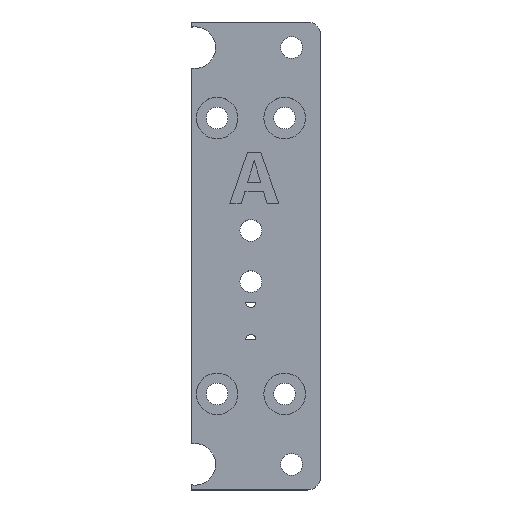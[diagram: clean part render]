
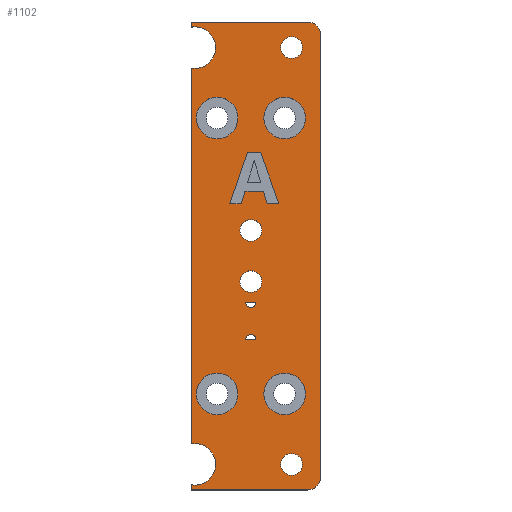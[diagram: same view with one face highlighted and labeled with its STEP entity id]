
A CAD part, top view. The second image highlights one B-rep face of the part: STEP entity #1102.
In plain terms, the highlighted planar face has unit normal (0, 0, 1).
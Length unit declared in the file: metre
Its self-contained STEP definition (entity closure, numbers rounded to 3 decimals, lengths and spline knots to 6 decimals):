
#47=LINE('',#1621,#143);
#48=LINE('',#1625,#144);
#49=LINE('',#1638,#145);
#50=LINE('',#1643,#146);
#51=LINE('',#1647,#147);
#52=LINE('',#1649,#148);
#53=LINE('',#1653,#149);
#54=LINE('',#1657,#150);
#55=LINE('',#1662,#151);
#56=LINE('',#1665,#152);
#57=LINE('',#1667,#153);
#58=LINE('',#1669,#154);
#59=LINE('',#1671,#155);
#60=LINE('',#1673,#156);
#61=LINE('',#1675,#157);
#62=LINE('',#1677,#158);
#143=VECTOR('',#1298,1.);
#144=VECTOR('',#1301,1.);
#145=VECTOR('',#1314,1.);
#146=VECTOR('',#1317,1.);
#147=VECTOR('',#1320,1.);
#148=VECTOR('',#1321,1.);
#149=VECTOR('',#1324,1.);
#150=VECTOR('',#1327,1.);
#151=VECTOR('',#1332,1.);
#152=VECTOR('',#1333,1.);
#153=VECTOR('',#1334,1.);
#154=VECTOR('',#1335,1.);
#155=VECTOR('',#1336,1.);
#156=VECTOR('',#1337,1.);
#157=VECTOR('',#1338,1.);
#158=VECTOR('',#1339,1.);
#239=ORIENTED_EDGE('',*,*,#547,.F.);
#240=ORIENTED_EDGE('',*,*,#548,.T.);
#241=ORIENTED_EDGE('',*,*,#549,.F.);
#242=ORIENTED_EDGE('',*,*,#550,.T.);
#243=ORIENTED_EDGE('',*,*,#551,.T.);
#244=ORIENTED_EDGE('',*,*,#552,.T.);
#245=ORIENTED_EDGE('',*,*,#553,.T.);
#246=ORIENTED_EDGE('',*,*,#554,.T.);
#247=ORIENTED_EDGE('',*,*,#555,.T.);
#248=ORIENTED_EDGE('',*,*,#556,.T.);
#249=ORIENTED_EDGE('',*,*,#557,.T.);
#250=ORIENTED_EDGE('',*,*,#558,.T.);
#251=ORIENTED_EDGE('',*,*,#559,.F.);
#252=ORIENTED_EDGE('',*,*,#560,.T.);
#253=ORIENTED_EDGE('',*,*,#561,.F.);
#254=ORIENTED_EDGE('',*,*,#562,.T.);
#255=ORIENTED_EDGE('',*,*,#563,.F.);
#256=ORIENTED_EDGE('',*,*,#564,.T.);
#257=ORIENTED_EDGE('',*,*,#565,.F.);
#258=ORIENTED_EDGE('',*,*,#566,.T.);
#259=ORIENTED_EDGE('',*,*,#567,.T.);
#260=ORIENTED_EDGE('',*,*,#568,.T.);
#261=ORIENTED_EDGE('',*,*,#569,.T.);
#262=ORIENTED_EDGE('',*,*,#570,.T.);
#263=ORIENTED_EDGE('',*,*,#571,.T.);
#264=ORIENTED_EDGE('',*,*,#572,.T.);
#265=ORIENTED_EDGE('',*,*,#573,.T.);
#266=ORIENTED_EDGE('',*,*,#574,.T.);
#267=ORIENTED_EDGE('',*,*,#575,.T.);
#268=ORIENTED_EDGE('',*,*,#576,.T.);
#547=EDGE_CURVE('',#701,#702,#811,.T.);
#548=EDGE_CURVE('',#701,#702,#47,.T.);
#549=EDGE_CURVE('',#703,#704,#812,.T.);
#550=EDGE_CURVE('',#703,#704,#48,.T.);
#551=EDGE_CURVE('',#705,#705,#813,.T.);
#552=EDGE_CURVE('',#706,#706,#814,.T.);
#553=EDGE_CURVE('',#707,#707,#815,.T.);
#554=EDGE_CURVE('',#708,#708,#816,.T.);
#555=EDGE_CURVE('',#709,#709,#817,.T.);
#556=EDGE_CURVE('',#710,#710,#818,.T.);
#557=EDGE_CURVE('',#711,#712,#49,.T.);
#558=EDGE_CURVE('',#712,#713,#819,.T.);
#559=EDGE_CURVE('',#714,#713,#50,.T.);
#560=EDGE_CURVE('',#714,#715,#820,.T.);
#561=EDGE_CURVE('',#716,#715,#51,.T.);
#562=EDGE_CURVE('',#716,#717,#52,.T.);
#563=EDGE_CURVE('',#718,#717,#821,.T.);
#564=EDGE_CURVE('',#718,#719,#53,.T.);
#565=EDGE_CURVE('',#720,#719,#822,.T.);
#566=EDGE_CURVE('',#720,#711,#54,.T.);
#567=EDGE_CURVE('',#721,#721,#823,.T.);
#568=EDGE_CURVE('',#722,#722,#824,.T.);
#569=EDGE_CURVE('',#723,#724,#55,.T.);
#570=EDGE_CURVE('',#724,#725,#56,.T.);
#571=EDGE_CURVE('',#725,#726,#57,.T.);
#572=EDGE_CURVE('',#726,#727,#58,.T.);
#573=EDGE_CURVE('',#727,#728,#59,.T.);
#574=EDGE_CURVE('',#728,#729,#60,.T.);
#575=EDGE_CURVE('',#729,#730,#61,.T.);
#576=EDGE_CURVE('',#730,#723,#62,.T.);
#701=VERTEX_POINT('',#1619);
#702=VERTEX_POINT('',#1620);
#703=VERTEX_POINT('',#1623);
#704=VERTEX_POINT('',#1624);
#705=VERTEX_POINT('',#1627);
#706=VERTEX_POINT('',#1629);
#707=VERTEX_POINT('',#1631);
#708=VERTEX_POINT('',#1633);
#709=VERTEX_POINT('',#1635);
#710=VERTEX_POINT('',#1637);
#711=VERTEX_POINT('',#1639);
#712=VERTEX_POINT('',#1640);
#713=VERTEX_POINT('',#1642);
#714=VERTEX_POINT('',#1644);
#715=VERTEX_POINT('',#1646);
#716=VERTEX_POINT('',#1648);
#717=VERTEX_POINT('',#1650);
#718=VERTEX_POINT('',#1652);
#719=VERTEX_POINT('',#1654);
#720=VERTEX_POINT('',#1656);
#721=VERTEX_POINT('',#1659);
#722=VERTEX_POINT('',#1661);
#723=VERTEX_POINT('',#1663);
#724=VERTEX_POINT('',#1664);
#725=VERTEX_POINT('',#1666);
#726=VERTEX_POINT('',#1668);
#727=VERTEX_POINT('',#1670);
#728=VERTEX_POINT('',#1672);
#729=VERTEX_POINT('',#1674);
#730=VERTEX_POINT('',#1676);
#811=CIRCLE('',#1180,0.0008);
#812=CIRCLE('',#1181,0.0008);
#813=CIRCLE('',#1182,0.0017);
#814=CIRCLE('',#1183,0.0017);
#815=CIRCLE('',#1184,0.00325);
#816=CIRCLE('',#1185,0.00325);
#817=CIRCLE('',#1186,0.00325);
#818=CIRCLE('',#1187,0.00325);
#819=CIRCLE('',#1188,0.002);
#820=CIRCLE('',#1189,0.002);
#821=CIRCLE('',#1190,0.00325);
#822=CIRCLE('',#1191,0.00325);
#823=CIRCLE('',#1192,0.0017);
#824=CIRCLE('',#1193,0.0017);
#863=EDGE_LOOP('',(#239,#240));
#864=EDGE_LOOP('',(#241,#242));
#865=EDGE_LOOP('',(#243));
#866=EDGE_LOOP('',(#244));
#867=EDGE_LOOP('',(#245));
#868=EDGE_LOOP('',(#246));
#869=EDGE_LOOP('',(#247));
#870=EDGE_LOOP('',(#248));
#871=EDGE_LOOP('',(#249,#250,#251,#252,#253,#254,#255,#256,#257,#258));
#872=EDGE_LOOP('',(#259));
#873=EDGE_LOOP('',(#260));
#874=EDGE_LOOP('',(#261,#262,#263,#264,#265,#266,#267,#268));
#965=FACE_BOUND('',#863,.T.);
#966=FACE_BOUND('',#864,.T.);
#967=FACE_BOUND('',#865,.T.);
#968=FACE_BOUND('',#866,.T.);
#969=FACE_BOUND('',#867,.T.);
#970=FACE_BOUND('',#868,.T.);
#971=FACE_BOUND('',#869,.T.);
#972=FACE_BOUND('',#870,.T.);
#973=FACE_BOUND('',#871,.T.);
#974=FACE_BOUND('',#872,.T.);
#975=FACE_BOUND('',#873,.T.);
#976=FACE_BOUND('',#874,.T.);
#1067=PLANE('',#1179);
#1102=ADVANCED_FACE('',(#965,#966,#967,#968,#969,#970,#971,#972,#973,#974,
#975,#976),#1067,.T.);
#1179=AXIS2_PLACEMENT_3D('',#1617,#1294,#1295);
#1180=AXIS2_PLACEMENT_3D('',#1618,#1296,#1297);
#1181=AXIS2_PLACEMENT_3D('',#1622,#1299,#1300);
#1182=AXIS2_PLACEMENT_3D('',#1626,#1302,#1303);
#1183=AXIS2_PLACEMENT_3D('',#1628,#1304,#1305);
#1184=AXIS2_PLACEMENT_3D('',#1630,#1306,#1307);
#1185=AXIS2_PLACEMENT_3D('',#1632,#1308,#1309);
#1186=AXIS2_PLACEMENT_3D('',#1634,#1310,#1311);
#1187=AXIS2_PLACEMENT_3D('',#1636,#1312,#1313);
#1188=AXIS2_PLACEMENT_3D('',#1641,#1315,#1316);
#1189=AXIS2_PLACEMENT_3D('',#1645,#1318,#1319);
#1190=AXIS2_PLACEMENT_3D('',#1651,#1322,#1323);
#1191=AXIS2_PLACEMENT_3D('',#1655,#1325,#1326);
#1192=AXIS2_PLACEMENT_3D('',#1658,#1328,#1329);
#1193=AXIS2_PLACEMENT_3D('',#1660,#1330,#1331);
#1294=DIRECTION('',(0.,0.,1.));
#1295=DIRECTION('',(1.,0.,0.));
#1296=DIRECTION('',(0.,0.,1.));
#1297=DIRECTION('',(1.,0.,0.));
#1298=DIRECTION('',(-1.,0.,0.));
#1299=DIRECTION('',(0.,0.,1.));
#1300=DIRECTION('',(1.,0.,0.));
#1301=DIRECTION('',(1.,0.,0.));
#1302=DIRECTION('',(0.,0.,-1.));
#1303=DIRECTION('',(-1.,0.,0.));
#1304=DIRECTION('',(0.,0.,-1.));
#1305=DIRECTION('',(-1.,0.,0.));
#1306=DIRECTION('',(0.,0.,-1.));
#1307=DIRECTION('',(-1.,0.,0.));
#1308=DIRECTION('',(0.,0.,-1.));
#1309=DIRECTION('',(-1.,0.,0.));
#1310=DIRECTION('',(0.,0.,-1.));
#1311=DIRECTION('',(-1.,0.,0.));
#1312=DIRECTION('',(0.,0.,-1.));
#1313=DIRECTION('',(-1.,0.,0.));
#1314=DIRECTION('',(1.,0.,0.));
#1315=DIRECTION('',(0.,0.,1.));
#1316=DIRECTION('',(1.,0.,0.));
#1317=DIRECTION('',(0.,-1.,0.));
#1318=DIRECTION('',(0.,0.,1.));
#1319=DIRECTION('',(1.,0.,0.));
#1320=DIRECTION('',(1.,0.,0.));
#1321=DIRECTION('',(0.,-1.,0.));
#1322=DIRECTION('',(0.,0.,1.));
#1323=DIRECTION('',(1.,0.,0.));
#1324=DIRECTION('',(0.,-1.,0.));
#1325=DIRECTION('',(0.,0.,1.));
#1326=DIRECTION('',(1.,0.,0.));
#1327=DIRECTION('',(0.,-1.,0.));
#1328=DIRECTION('',(0.,0.,-1.));
#1329=DIRECTION('',(-1.,0.,0.));
#1330=DIRECTION('',(0.,0.,-1.));
#1331=DIRECTION('',(-1.,0.,0.));
#1332=DIRECTION('',(-1.,0.,0.));
#1333=DIRECTION('',(-0.291,0.957,0.));
#1334=DIRECTION('',(-1.,0.,0.));
#1335=DIRECTION('',(-0.291,-0.957,0.));
#1336=DIRECTION('',(-1.,0.,0.));
#1337=DIRECTION('',(0.332,0.943,0.));
#1338=DIRECTION('',(1.,0.,0.));
#1339=DIRECTION('',(0.333,-0.943,0.));
#1617=CARTESIAN_POINT('',(0.167959,-0.263478,0.));
#1618=CARTESIAN_POINT('',(0.167959,-0.276528,0.));
#1619=CARTESIAN_POINT('',(0.168759,-0.276528,0.));
#1620=CARTESIAN_POINT('',(0.167159,-0.276528,0.));
#1621=CARTESIAN_POINT('',(0.167959,-0.276528,0.));
#1622=CARTESIAN_POINT('',(0.167959,-0.270728,0.));
#1623=CARTESIAN_POINT('',(0.167159,-0.270728,0.));
#1624=CARTESIAN_POINT('',(0.168759,-0.270728,0.));
#1625=CARTESIAN_POINT('',(0.167959,-0.270728,0.));
#1626=CARTESIAN_POINT('',(0.167959,-0.267478,0.));
#1627=CARTESIAN_POINT('',(0.166259,-0.267478,0.));
#1628=CARTESIAN_POINT('',(0.167959,-0.259478,0.));
#1629=CARTESIAN_POINT('',(0.166259,-0.259478,0.));
#1630=CARTESIAN_POINT('',(0.162684,-0.241928,0.));
#1631=CARTESIAN_POINT('',(0.159434,-0.241928,0.));
#1632=CARTESIAN_POINT('',(0.173234,-0.285028,0.));
#1633=CARTESIAN_POINT('',(0.169984,-0.285028,0.));
#1634=CARTESIAN_POINT('',(0.162684,-0.285028,0.));
#1635=CARTESIAN_POINT('',(0.159434,-0.285028,0.));
#1636=CARTESIAN_POINT('',(0.173234,-0.241928,0.));
#1637=CARTESIAN_POINT('',(0.169984,-0.241928,0.));
#1638=CARTESIAN_POINT('',(0.167959,-0.300028,0.));
#1639=CARTESIAN_POINT('',(0.158684,-0.300028,0.));
#1640=CARTESIAN_POINT('',(0.176834,-0.300028,0.));
#1641=CARTESIAN_POINT('',(0.176834,-0.298028,0.));
#1642=CARTESIAN_POINT('',(0.178834,-0.298028,0.));
#1643=CARTESIAN_POINT('',(0.178834,-0.263478,0.));
#1644=CARTESIAN_POINT('',(0.178834,-0.228928,0.));
#1645=CARTESIAN_POINT('',(0.176834,-0.228928,0.));
#1646=CARTESIAN_POINT('',(0.176834,-0.226928,0.));
#1647=CARTESIAN_POINT('',(0.167959,-0.226928,0.));
#1648=CARTESIAN_POINT('',(0.158684,-0.226928,0.));
#1649=CARTESIAN_POINT('',(0.158684,-0.263478,0.));
#1650=CARTESIAN_POINT('',(0.158684,-0.227721,0.));
#1651=CARTESIAN_POINT('',(0.159209,-0.230928,0.));
#1652=CARTESIAN_POINT('',(0.158684,-0.234136,0.));
#1653=CARTESIAN_POINT('',(0.158684,-0.263478,0.));
#1654=CARTESIAN_POINT('',(0.158684,-0.292821,0.));
#1655=CARTESIAN_POINT('',(0.159209,-0.296028,0.));
#1656=CARTESIAN_POINT('',(0.158684,-0.299236,0.));
#1657=CARTESIAN_POINT('',(0.158684,-0.263478,0.));
#1658=CARTESIAN_POINT('',(0.174334,-0.296028,0.));
#1659=CARTESIAN_POINT('',(0.172634,-0.296028,0.));
#1660=CARTESIAN_POINT('',(0.174334,-0.230928,0.));
#1661=CARTESIAN_POINT('',(0.172634,-0.230928,0.));
#1662=CARTESIAN_POINT('',(0.171403,-0.255287,0.));
#1663=CARTESIAN_POINT('',(0.172309,-0.255287,0.));
#1664=CARTESIAN_POINT('',(0.170497,-0.255287,0.));
#1665=CARTESIAN_POINT('',(0.170209,-0.254342,0.));
#1666=CARTESIAN_POINT('',(0.169922,-0.253398,0.));
#1667=CARTESIAN_POINT('',(0.168476,-0.253398,0.));
#1668=CARTESIAN_POINT('',(0.16703,-0.253398,0.));
#1669=CARTESIAN_POINT('',(0.166742,-0.254342,0.));
#1670=CARTESIAN_POINT('',(0.166455,-0.255287,0.));
#1671=CARTESIAN_POINT('',(0.165549,-0.255287,0.));
#1672=CARTESIAN_POINT('',(0.164642,-0.255287,0.));
#1673=CARTESIAN_POINT('',(0.166043,-0.251304,0.));
#1674=CARTESIAN_POINT('',(0.167443,-0.247321,0.));
#1675=CARTESIAN_POINT('',(0.168471,-0.247321,0.));
#1676=CARTESIAN_POINT('',(0.169498,-0.247321,0.));
#1677=CARTESIAN_POINT('',(0.170904,-0.251304,0.));
